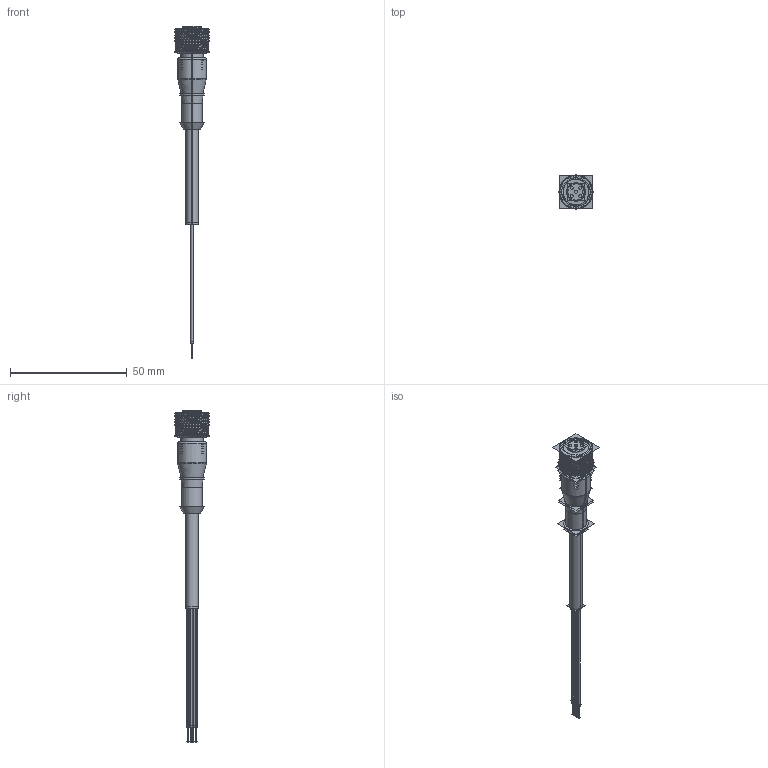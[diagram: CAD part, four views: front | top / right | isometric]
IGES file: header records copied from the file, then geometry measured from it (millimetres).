
Start section:  PTC IGES file: 218958.igs
Global section: file name: 218958.igs; native system: Creo Parametric by PTC Inc.; preprocessor: 2019292; author: PDMAdmin; organization: Unknown; date: 20200915.144122; units: millimetre
Bounding box: 14.55 x 14.55 x 142.02 mm (x, y, z)
Volume: 4484.8 mm3; surface area: 279536.4 mm2
Topology: 10 solids, 82 shells, 7884 faces, 34520 edges, 40920 vertices
Faces by surface type: bspline 6060, revolution 1824
